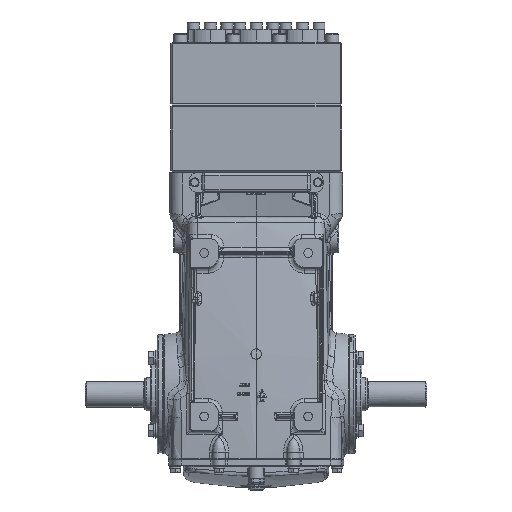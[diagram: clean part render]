
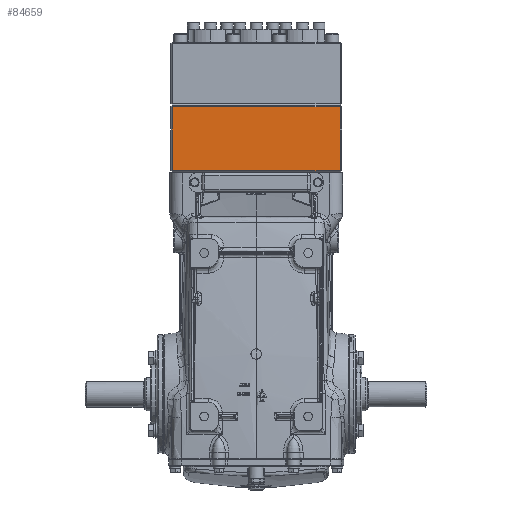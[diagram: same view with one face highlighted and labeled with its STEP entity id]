
A CAD part, front view. The second image highlights one B-rep face of the part: STEP entity #84659.
In plain terms, the highlighted planar face has unit normal (0, -1, 0).
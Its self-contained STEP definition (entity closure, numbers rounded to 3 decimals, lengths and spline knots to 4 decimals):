
#3596 = CARTESIAN_POINT ( 'NONE',  ( 4.4488, -3.937, 15.2362 ) ) ;
#4957 = CARTESIAN_POINT ( 'NONE',  ( -4.4488, -3.937, 15.2362 ) ) ;
#7710 = LINE ( 'NONE', #45506, #87242 ) ;
#8238 = VECTOR ( 'NONE', #94534, 39.3701 ) ;
#8749 = DIRECTION ( 'NONE',  ( 0., 1., 0. ) ) ;
#10023 = LINE ( 'NONE', #47810, #113050 ) ;
#10621 = VERTEX_POINT ( 'NONE', #109597 ) ;
#11912 = CARTESIAN_POINT ( 'NONE',  ( -4.4488, -3.937, 15.315 ) ) ;
#18034 = FACE_OUTER_BOUND ( 'NONE', #39041, .T. ) ;
#18929 = LINE ( 'NONE', #56728, #8238 ) ;
#21770 = AXIS2_PLACEMENT_3D ( 'NONE', #93641, #8749, #46544 ) ;
#22427 = ORIENTED_EDGE ( 'NONE', *, *, #48689, .T. ) ;
#39041 = EDGE_LOOP ( 'NONE', ( #49097, #59020, #22427, #108470 ) ) ;
#43336 = CARTESIAN_POINT ( 'NONE',  ( -4.4488, -3.937, 11.8504 ) ) ;
#45506 = CARTESIAN_POINT ( 'NONE',  ( -4.5276, -3.937, 15.2362 ) ) ;
#46544 = DIRECTION ( 'NONE',  ( 0., 0., 1. ) ) ;
#47810 = CARTESIAN_POINT ( 'NONE',  ( 4.5276, -3.937, 11.8504 ) ) ;
#48689 = EDGE_CURVE ( 'NONE', #101012, #80342, #7710, .T. ) ;
#49097 = ORIENTED_EDGE ( 'NONE', *, *, #66800, .T. ) ;
#49698 = DIRECTION ( 'NONE',  ( 0., 0., -1. ) ) ;
#55835 = PLANE ( 'NONE',  #21770 ) ;
#56728 = CARTESIAN_POINT ( 'NONE',  ( 4.4488, -3.937, 15.315 ) ) ;
#59020 = ORIENTED_EDGE ( 'NONE', *, *, #112578, .T. ) ;
#66800 = EDGE_CURVE ( 'NONE', #89712, #10621, #10023, .T. ) ;
#80342 = VERTEX_POINT ( 'NONE', #4957 ) ;
#82442 = VECTOR ( 'NONE', #49698, 39.3701 ) ;
#83329 = DIRECTION ( 'NONE',  ( -1., 0., 0. ) ) ;
#84659 = ADVANCED_FACE ( 'NONE', ( #18034 ), #55835, .F. ) ;
#85642 = DIRECTION ( 'NONE',  ( 1., 0., 0. ) ) ;
#87242 = VECTOR ( 'NONE', #83329, 39.3701 ) ;
#89712 = VERTEX_POINT ( 'NONE', #43336 ) ;
#93641 = CARTESIAN_POINT ( 'NONE',  ( -4.5276, -3.937, 15.315 ) ) ;
#94534 = DIRECTION ( 'NONE',  ( 0., 0., 1. ) ) ;
#96799 = LINE ( 'NONE', #11912, #82442 ) ;
#99014 = EDGE_CURVE ( 'NONE', #80342, #89712, #96799, .T. ) ;
#101012 = VERTEX_POINT ( 'NONE', #3596 ) ;
#108470 = ORIENTED_EDGE ( 'NONE', *, *, #99014, .T. ) ;
#109597 = CARTESIAN_POINT ( 'NONE',  ( 4.4488, -3.937, 11.8504 ) ) ;
#112578 = EDGE_CURVE ( 'NONE', #10621, #101012, #18929, .T. ) ;
#113050 = VECTOR ( 'NONE', #85642, 39.3701 ) ;
